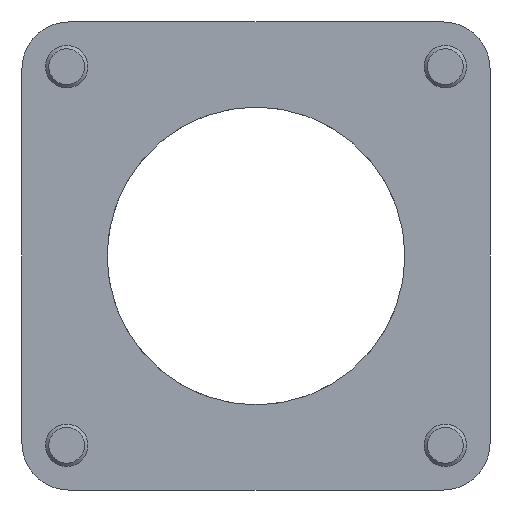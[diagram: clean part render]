
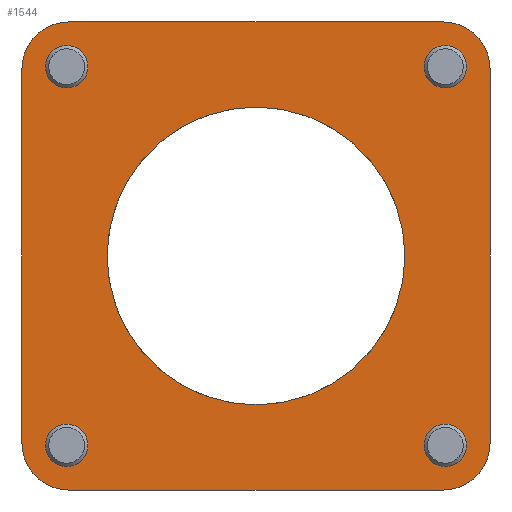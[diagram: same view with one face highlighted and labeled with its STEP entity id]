
A CAD part, front view. The second image highlights one B-rep face of the part: STEP entity #1544.
In plain terms, the highlighted planar face has unit normal (0, -1, 0).
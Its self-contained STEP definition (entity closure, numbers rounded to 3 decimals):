
#21=FACE_BOUND('',#280,.T.);
#22=FACE_BOUND('',#281,.T.);
#23=FACE_BOUND('',#282,.T.);
#24=FACE_BOUND('',#283,.T.);
#25=FACE_BOUND('',#284,.T.);
#89=PLANE('',#1755);
#181=FACE_OUTER_BOUND('',#279,.T.);
#279=EDGE_LOOP('',(#1412,#1413,#1414,#1415,#1416,#1417,#1418,#1419));
#280=EDGE_LOOP('',(#1420));
#281=EDGE_LOOP('',(#1421));
#282=EDGE_LOOP('',(#1422));
#283=EDGE_LOOP('',(#1423));
#284=EDGE_LOOP('',(#1424));
#359=CIRCLE('',#1702,11.);
#360=CIRCLE('',#1705,11.);
#363=CIRCLE('',#1711,5.);
#366=CIRCLE('',#1717,5.);
#369=CIRCLE('',#1723,5.);
#372=CIRCLE('',#1729,5.);
#373=CIRCLE('',#1732,35.);
#382=CIRCLE('',#1752,11.);
#383=CIRCLE('',#1754,11.);
#479=LINE('',#2605,#600);
#482=LINE('',#2613,#603);
#500=LINE('',#2700,#621);
#503=LINE('',#2706,#624);
#600=VECTOR('',#2131,10.);
#603=VECTOR('',#2140,10.);
#621=VECTOR('',#2244,10.);
#624=VECTOR('',#2249,10.);
#732=VERTEX_POINT('',#2597);
#733=VERTEX_POINT('',#2599);
#734=VERTEX_POINT('',#2603);
#735=VERTEX_POINT('',#2607);
#736=VERTEX_POINT('',#2611);
#739=VERTEX_POINT('',#2621);
#742=VERTEX_POINT('',#2632);
#745=VERTEX_POINT('',#2643);
#748=VERTEX_POINT('',#2654);
#749=VERTEX_POINT('',#2659);
#762=VERTEX_POINT('',#2699);
#763=VERTEX_POINT('',#2703);
#764=VERTEX_POINT('',#2705);
#932=EDGE_CURVE('',#733,#732,#359,.T.);
#935=EDGE_CURVE('',#732,#734,#479,.T.);
#937=EDGE_CURVE('',#734,#735,#360,.T.);
#939=EDGE_CURVE('',#735,#736,#482,.T.);
#944=EDGE_CURVE('',#739,#739,#363,.T.);
#949=EDGE_CURVE('',#742,#742,#366,.T.);
#954=EDGE_CURVE('',#745,#745,#369,.T.);
#959=EDGE_CURVE('',#748,#748,#372,.T.);
#961=EDGE_CURVE('',#749,#749,#373,.T.);
#978=EDGE_CURVE('',#762,#733,#500,.T.);
#981=EDGE_CURVE('',#764,#763,#503,.T.);
#983=EDGE_CURVE('',#736,#764,#382,.T.);
#984=EDGE_CURVE('',#763,#762,#383,.T.);
#1412=ORIENTED_EDGE('',*,*,#984,.T.);
#1413=ORIENTED_EDGE('',*,*,#978,.T.);
#1414=ORIENTED_EDGE('',*,*,#932,.T.);
#1415=ORIENTED_EDGE('',*,*,#935,.T.);
#1416=ORIENTED_EDGE('',*,*,#937,.T.);
#1417=ORIENTED_EDGE('',*,*,#939,.T.);
#1418=ORIENTED_EDGE('',*,*,#983,.T.);
#1419=ORIENTED_EDGE('',*,*,#981,.T.);
#1420=ORIENTED_EDGE('',*,*,#961,.T.);
#1421=ORIENTED_EDGE('',*,*,#944,.T.);
#1422=ORIENTED_EDGE('',*,*,#959,.T.);
#1423=ORIENTED_EDGE('',*,*,#954,.T.);
#1424=ORIENTED_EDGE('',*,*,#949,.T.);
#1544=ADVANCED_FACE('',(#181,#21,#22,#23,#24,#25),#89,.T.);
#1702=AXIS2_PLACEMENT_3D('',#2600,#2125,#2126);
#1705=AXIS2_PLACEMENT_3D('',#2609,#2135,#2136);
#1711=AXIS2_PLACEMENT_3D('',#2623,#2151,#2152);
#1717=AXIS2_PLACEMENT_3D('',#2634,#2165,#2166);
#1723=AXIS2_PLACEMENT_3D('',#2645,#2179,#2180);
#1729=AXIS2_PLACEMENT_3D('',#2656,#2193,#2194);
#1732=AXIS2_PLACEMENT_3D('',#2661,#2200,#2201);
#1752=AXIS2_PLACEMENT_3D('',#2709,#2253,#2254);
#1754=AXIS2_PLACEMENT_3D('',#2711,#2257,#2258);
#1755=AXIS2_PLACEMENT_3D('',#2712,#2259,#2260);
#2125=DIRECTION('center_axis',(0.,-1.,0.));
#2126=DIRECTION('ref_axis',(-1.,0.,0.));
#2131=DIRECTION('',(0.,0.,1.));
#2135=DIRECTION('center_axis',(0.,-1.,0.));
#2136=DIRECTION('ref_axis',(0.,0.,-1.));
#2140=DIRECTION('',(-1.,0.,0.));
#2151=DIRECTION('center_axis',(0.,1.,0.));
#2152=DIRECTION('ref_axis',(-1.,0.,0.));
#2165=DIRECTION('center_axis',(0.,1.,0.));
#2166=DIRECTION('ref_axis',(-1.,0.,0.));
#2179=DIRECTION('center_axis',(0.,1.,0.));
#2180=DIRECTION('ref_axis',(-1.,0.,0.));
#2193=DIRECTION('center_axis',(0.,1.,0.));
#2194=DIRECTION('ref_axis',(-1.,0.,0.));
#2200=DIRECTION('center_axis',(0.,1.,0.));
#2201=DIRECTION('ref_axis',(-1.,0.,0.));
#2244=DIRECTION('',(1.,0.,0.));
#2249=DIRECTION('',(0.,0.,-1.));
#2253=DIRECTION('center_axis',(0.,-1.,0.));
#2254=DIRECTION('ref_axis',(1.,0.,0.));
#2257=DIRECTION('center_axis',(0.,-1.,0.));
#2258=DIRECTION('ref_axis',(0.,0.,1.));
#2259=DIRECTION('center_axis',(0.,-1.,0.));
#2260=DIRECTION('ref_axis',(0.,0.,-1.));
#2597=CARTESIAN_POINT('',(55.,0.,-44.));
#2599=CARTESIAN_POINT('',(44.,0.,-55.));
#2600=CARTESIAN_POINT('Origin',(44.,0.,-44.));
#2603=CARTESIAN_POINT('',(55.,0.,44.));
#2605=CARTESIAN_POINT('',(55.,0.,-44.));
#2607=CARTESIAN_POINT('',(44.,0.,55.));
#2609=CARTESIAN_POINT('Origin',(44.,0.,44.));
#2611=CARTESIAN_POINT('',(-44.,0.,55.));
#2613=CARTESIAN_POINT('',(44.,0.,55.));
#2621=CARTESIAN_POINT('',(-39.5,0.,-44.5));
#2623=CARTESIAN_POINT('Origin',(-44.5,0.,-44.5));
#2632=CARTESIAN_POINT('',(49.5,0.,-44.5));
#2634=CARTESIAN_POINT('Origin',(44.5,0.,-44.5));
#2643=CARTESIAN_POINT('',(49.5,0.,44.5));
#2645=CARTESIAN_POINT('Origin',(44.5,0.,44.5));
#2654=CARTESIAN_POINT('',(-39.5,0.,44.5));
#2656=CARTESIAN_POINT('Origin',(-44.5,0.,44.5));
#2659=CARTESIAN_POINT('',(35.,0.,0.));
#2661=CARTESIAN_POINT('Origin',(0.,0.,0.));
#2699=CARTESIAN_POINT('',(-44.,0.,-55.));
#2700=CARTESIAN_POINT('',(-44.,0.,-55.));
#2703=CARTESIAN_POINT('',(-55.,0.,-44.));
#2705=CARTESIAN_POINT('',(-55.,0.,44.));
#2706=CARTESIAN_POINT('',(-55.,0.,44.));
#2709=CARTESIAN_POINT('Origin',(-44.,0.,44.));
#2711=CARTESIAN_POINT('Origin',(-44.,0.,-44.));
#2712=CARTESIAN_POINT('Origin',(0.,0.,0.));
